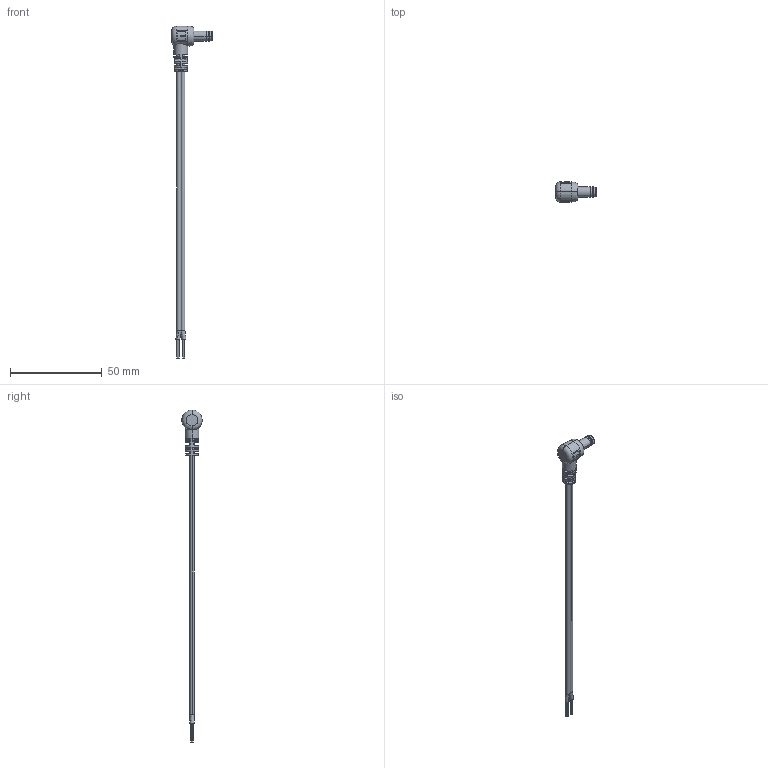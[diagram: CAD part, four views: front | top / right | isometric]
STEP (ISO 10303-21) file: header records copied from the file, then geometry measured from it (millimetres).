
FILE_DESCRIPTION (( 'STEP AP214' ), '1' );
FILE_NAME ('10-01065.STEP', '2015-10-16T21:52:59', ( 'Joel' ), ( 'Microsoft' ), 'SwSTEP 2.0', 'SolidWorks 2015', '' );
FILE_SCHEMA (( 'AUTOMOTIVE_DESIGN' ));
Length unit declared in the file: millimetre
Products named in the file (7): 50-00133; 50-00133 shell; 50-00133 insulator; 50-00133 contact; 24-00006; 30-00007_stripped and tinned; 10-01065
Assembly tree (6 placements, depth 3):
  10-01065
    30-00007_stripped and tinned
    24-00006
    50-00133
      50-00133 contact
      50-00133 insulator
      50-00133 shell
Bounding box: 21.86 x 11 x 180.56 mm (x, y, z)
Volume: 2860.2 mm3; surface area: 17536.3 mm2
Topology: 178 solids, 178 shells, 1290 faces, 2474 edges, 1633 vertices
Faces by surface type: cylinder 577, plane 563, bspline 100, torus 36, cone 14
Entity records: 44697 total; most frequent: CARTESIAN_POINT 9810, DIRECTION 5870, ORIENTED_EDGE 4948, AXIS2_PLACEMENT_3D 2521, EDGE_CURVE 2474, VERTEX_POINT 1633, EDGE_LOOP 1397, CIRCLE 1321
